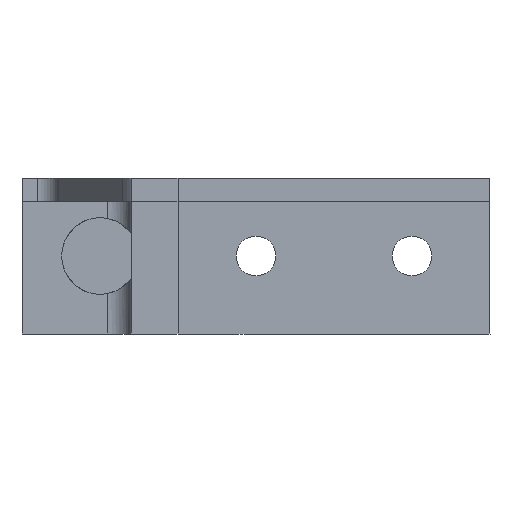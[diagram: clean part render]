
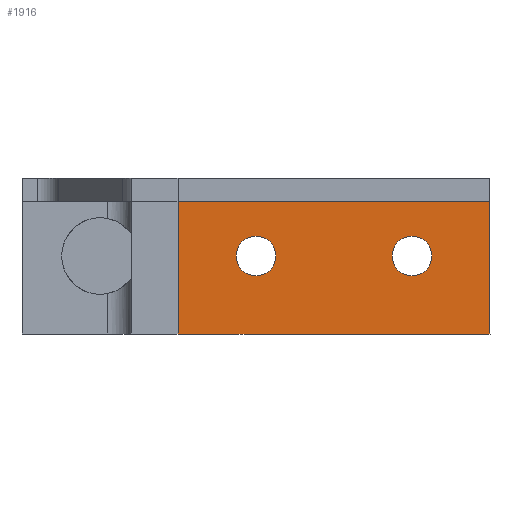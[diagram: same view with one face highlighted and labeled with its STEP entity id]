
A CAD part, front view. The second image highlights one B-rep face of the part: STEP entity #1916.
In plain terms, the highlighted planar face has unit normal (0, -1, 0).
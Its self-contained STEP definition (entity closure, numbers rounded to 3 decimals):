
#242 = PLANE('',#243);
#243 = AXIS2_PLACEMENT_3D('',#244,#245,#246);
#244 = CARTESIAN_POINT('',(0.,0.,0.));
#245 = DIRECTION('',(0.,1.,0.));
#246 = DIRECTION('',(-1.,0.,0.));
#515 = PLANE('',#516);
#516 = AXIS2_PLACEMENT_3D('',#517,#518,#519);
#517 = CARTESIAN_POINT('',(4.44,4.731,-20.));
#518 = DIRECTION('',(-0.,-0.,-1.));
#519 = DIRECTION('',(-1.,0.,0.));
#747 = VERTEX_POINT('',#748);
#748 = CARTESIAN_POINT('',(40.,0.,-3.));
#762 = PLANE('',#763);
#763 = AXIS2_PLACEMENT_3D('',#764,#765,#766);
#764 = CARTESIAN_POINT('',(40.,6.,0.));
#765 = DIRECTION('',(1.,0.,0.));
#766 = DIRECTION('',(0.,1.,0.));
#800 = VERTEX_POINT('',#801);
#801 = CARTESIAN_POINT('',(0.,0.,-3.));
#827 = EDGE_CURVE('',#800,#747,#828,.T.);
#828 = SURFACE_CURVE('',#829,(#833,#840),.PCURVE_S1.);
#829 = LINE('',#830,#831);
#830 = CARTESIAN_POINT('',(0.,0.,-3.));
#831 = VECTOR('',#832,1.);
#832 = DIRECTION('',(1.,0.,0.));
#833 = PCURVE('',#242,#834);
#834 = DEFINITIONAL_REPRESENTATION('',(#835),#839);
#835 = LINE('',#836,#837);
#836 = CARTESIAN_POINT('',(-0.,-3.));
#837 = VECTOR('',#838,1.);
#838 = DIRECTION('',(-1.,0.));
#839 = ( GEOMETRIC_REPRESENTATION_CONTEXT(2) 
PARAMETRIC_REPRESENTATION_CONTEXT() REPRESENTATION_CONTEXT('2D SPACE',''
  ) );
#840 = PCURVE('',#841,#846);
#841 = PLANE('',#842);
#842 = AXIS2_PLACEMENT_3D('',#843,#844,#845);
#843 = CARTESIAN_POINT('',(0.,0.,0.));
#844 = DIRECTION('',(0.,1.,0.));
#845 = DIRECTION('',(-1.,0.,0.));
#846 = DEFINITIONAL_REPRESENTATION('',(#847),#851);
#847 = LINE('',#848,#849);
#848 = CARTESIAN_POINT('',(0.,-3.));
#849 = VECTOR('',#850,1.);
#850 = DIRECTION('',(-1.,0.));
#851 = ( GEOMETRIC_REPRESENTATION_CONTEXT(2) 
PARAMETRIC_REPRESENTATION_CONTEXT() REPRESENTATION_CONTEXT('2D SPACE',''
  ) );
#1410 = VERTEX_POINT('',#1411);
#1411 = CARTESIAN_POINT('',(0.,0.,-20.));
#1425 = PLANE('',#1426);
#1426 = AXIS2_PLACEMENT_3D('',#1427,#1428,#1429);
#1427 = CARTESIAN_POINT('',(0.,-40.,0.));
#1428 = DIRECTION('',(-1.,-0.,-0.));
#1429 = DIRECTION('',(0.,-1.,0.));
#1437 = EDGE_CURVE('',#1410,#1438,#1440,.T.);
#1438 = VERTEX_POINT('',#1439);
#1439 = CARTESIAN_POINT('',(40.,0.,-20.));
#1440 = SURFACE_CURVE('',#1441,(#1445,#1452),.PCURVE_S1.);
#1441 = LINE('',#1442,#1443);
#1442 = CARTESIAN_POINT('',(0.,0.,-20.));
#1443 = VECTOR('',#1444,1.);
#1444 = DIRECTION('',(1.,0.,0.));
#1445 = PCURVE('',#515,#1446);
#1446 = DEFINITIONAL_REPRESENTATION('',(#1447),#1451);
#1447 = LINE('',#1448,#1449);
#1448 = CARTESIAN_POINT('',(4.44,-4.731));
#1449 = VECTOR('',#1450,1.);
#1450 = DIRECTION('',(-1.,0.));
#1451 = ( GEOMETRIC_REPRESENTATION_CONTEXT(2) 
PARAMETRIC_REPRESENTATION_CONTEXT() REPRESENTATION_CONTEXT('2D SPACE',''
  ) );
#1452 = PCURVE('',#841,#1453);
#1453 = DEFINITIONAL_REPRESENTATION('',(#1454),#1458);
#1454 = LINE('',#1455,#1456);
#1455 = CARTESIAN_POINT('',(-0.,-20.));
#1456 = VECTOR('',#1457,1.);
#1457 = DIRECTION('',(-1.,0.));
#1458 = ( GEOMETRIC_REPRESENTATION_CONTEXT(2) 
PARAMETRIC_REPRESENTATION_CONTEXT() REPRESENTATION_CONTEXT('2D SPACE',''
  ) );
#1847 = EDGE_CURVE('',#747,#1438,#1848,.T.);
#1848 = SURFACE_CURVE('',#1849,(#1853,#1860),.PCURVE_S1.);
#1849 = LINE('',#1850,#1851);
#1850 = CARTESIAN_POINT('',(40.,0.,0.));
#1851 = VECTOR('',#1852,1.);
#1852 = DIRECTION('',(-0.,-0.,-1.));
#1853 = PCURVE('',#762,#1854);
#1854 = DEFINITIONAL_REPRESENTATION('',(#1855),#1859);
#1855 = LINE('',#1856,#1857);
#1856 = CARTESIAN_POINT('',(-6.,0.));
#1857 = VECTOR('',#1858,1.);
#1858 = DIRECTION('',(-0.,-1.));
#1859 = ( GEOMETRIC_REPRESENTATION_CONTEXT(2) 
PARAMETRIC_REPRESENTATION_CONTEXT() REPRESENTATION_CONTEXT('2D SPACE',''
  ) );
#1860 = PCURVE('',#841,#1861);
#1861 = DEFINITIONAL_REPRESENTATION('',(#1862),#1866);
#1862 = LINE('',#1863,#1864);
#1863 = CARTESIAN_POINT('',(-40.,0.));
#1864 = VECTOR('',#1865,1.);
#1865 = DIRECTION('',(-0.,-1.));
#1866 = ( GEOMETRIC_REPRESENTATION_CONTEXT(2) 
PARAMETRIC_REPRESENTATION_CONTEXT() REPRESENTATION_CONTEXT('2D SPACE',''
  ) );
#1916 = ADVANCED_FACE('',(#1917,#1943,#1978),#841,.F.);
#1917 = FACE_BOUND('',#1918,.T.);
#1918 = EDGE_LOOP('',(#1919,#1920,#1941,#1942));
#1919 = ORIENTED_EDGE('',*,*,#827,.F.);
#1920 = ORIENTED_EDGE('',*,*,#1921,.T.);
#1921 = EDGE_CURVE('',#800,#1410,#1922,.T.);
#1922 = SURFACE_CURVE('',#1923,(#1927,#1934),.PCURVE_S1.);
#1923 = LINE('',#1924,#1925);
#1924 = CARTESIAN_POINT('',(0.,0.,0.));
#1925 = VECTOR('',#1926,1.);
#1926 = DIRECTION('',(-0.,-0.,-1.));
#1927 = PCURVE('',#841,#1928);
#1928 = DEFINITIONAL_REPRESENTATION('',(#1929),#1933);
#1929 = LINE('',#1930,#1931);
#1930 = CARTESIAN_POINT('',(-0.,0.));
#1931 = VECTOR('',#1932,1.);
#1932 = DIRECTION('',(-0.,-1.));
#1933 = ( GEOMETRIC_REPRESENTATION_CONTEXT(2) 
PARAMETRIC_REPRESENTATION_CONTEXT() REPRESENTATION_CONTEXT('2D SPACE',''
  ) );
#1934 = PCURVE('',#1425,#1935);
#1935 = DEFINITIONAL_REPRESENTATION('',(#1936),#1940);
#1936 = LINE('',#1937,#1938);
#1937 = CARTESIAN_POINT('',(-40.,0.));
#1938 = VECTOR('',#1939,1.);
#1939 = DIRECTION('',(-0.,-1.));
#1940 = ( GEOMETRIC_REPRESENTATION_CONTEXT(2) 
PARAMETRIC_REPRESENTATION_CONTEXT() REPRESENTATION_CONTEXT('2D SPACE',''
  ) );
#1941 = ORIENTED_EDGE('',*,*,#1437,.T.);
#1942 = ORIENTED_EDGE('',*,*,#1847,.F.);
#1943 = FACE_BOUND('',#1944,.T.);
#1944 = EDGE_LOOP('',(#1945));
#1945 = ORIENTED_EDGE('',*,*,#1946,.F.);
#1946 = EDGE_CURVE('',#1947,#1947,#1949,.T.);
#1947 = VERTEX_POINT('',#1948);
#1948 = CARTESIAN_POINT('',(10.,0.,-7.45));
#1949 = SURFACE_CURVE('',#1950,(#1955,#1966),.PCURVE_S1.);
#1950 = CIRCLE('',#1951,2.55);
#1951 = AXIS2_PLACEMENT_3D('',#1952,#1953,#1954);
#1952 = CARTESIAN_POINT('',(10.,0.,-10.));
#1953 = DIRECTION('',(-0.,-1.,0.));
#1954 = DIRECTION('',(0.,-0.,1.));
#1955 = PCURVE('',#841,#1956);
#1956 = DEFINITIONAL_REPRESENTATION('',(#1957),#1965);
#1957 = ( BOUNDED_CURVE() B_SPLINE_CURVE(2,(#1958,#1959,#1960,#1961,
#1962,#1963,#1964),.UNSPECIFIED.,.T.,.F.) B_SPLINE_CURVE_WITH_KNOTS((1,2
    ,2,2,2,1),(-2.094,0.,2.094,4.189,
6.283,8.378),.UNSPECIFIED.) CURVE() 
GEOMETRIC_REPRESENTATION_ITEM() RATIONAL_B_SPLINE_CURVE((1.,0.5,1.,0.5,
1.,0.5,1.)) REPRESENTATION_ITEM('') );
#1958 = CARTESIAN_POINT('',(-10.,-7.45));
#1959 = CARTESIAN_POINT('',(-5.583,-7.45));
#1960 = CARTESIAN_POINT('',(-7.792,-11.275));
#1961 = CARTESIAN_POINT('',(-10.,-15.1));
#1962 = CARTESIAN_POINT('',(-12.208,-11.275));
#1963 = CARTESIAN_POINT('',(-14.417,-7.45));
#1964 = CARTESIAN_POINT('',(-10.,-7.45));
#1965 = ( GEOMETRIC_REPRESENTATION_CONTEXT(2) 
PARAMETRIC_REPRESENTATION_CONTEXT() REPRESENTATION_CONTEXT('2D SPACE',''
  ) );
#1966 = PCURVE('',#1967,#1972);
#1967 = CYLINDRICAL_SURFACE('',#1968,2.55);
#1968 = AXIS2_PLACEMENT_3D('',#1969,#1970,#1971);
#1969 = CARTESIAN_POINT('',(10.,0.,-10.));
#1970 = DIRECTION('',(0.,1.,0.));
#1971 = DIRECTION('',(0.,-0.,1.));
#1972 = DEFINITIONAL_REPRESENTATION('',(#1973),#1977);
#1973 = LINE('',#1974,#1975);
#1974 = CARTESIAN_POINT('',(-0.,0.));
#1975 = VECTOR('',#1976,1.);
#1976 = DIRECTION('',(-1.,0.));
#1977 = ( GEOMETRIC_REPRESENTATION_CONTEXT(2) 
PARAMETRIC_REPRESENTATION_CONTEXT() REPRESENTATION_CONTEXT('2D SPACE',''
  ) );
#1978 = FACE_BOUND('',#1979,.T.);
#1979 = EDGE_LOOP('',(#1980));
#1980 = ORIENTED_EDGE('',*,*,#1981,.F.);
#1981 = EDGE_CURVE('',#1982,#1982,#1984,.T.);
#1982 = VERTEX_POINT('',#1983);
#1983 = CARTESIAN_POINT('',(30.,0.,-7.45));
#1984 = SURFACE_CURVE('',#1985,(#1990,#2001),.PCURVE_S1.);
#1985 = CIRCLE('',#1986,2.55);
#1986 = AXIS2_PLACEMENT_3D('',#1987,#1988,#1989);
#1987 = CARTESIAN_POINT('',(30.,0.,-10.));
#1988 = DIRECTION('',(-0.,-1.,0.));
#1989 = DIRECTION('',(0.,-0.,1.));
#1990 = PCURVE('',#841,#1991);
#1991 = DEFINITIONAL_REPRESENTATION('',(#1992),#2000);
#1992 = ( BOUNDED_CURVE() B_SPLINE_CURVE(2,(#1993,#1994,#1995,#1996,
#1997,#1998,#1999),.UNSPECIFIED.,.T.,.F.) B_SPLINE_CURVE_WITH_KNOTS((1,2
    ,2,2,2,1),(-2.094,0.,2.094,4.189,
6.283,8.378),.UNSPECIFIED.) CURVE() 
GEOMETRIC_REPRESENTATION_ITEM() RATIONAL_B_SPLINE_CURVE((1.,0.5,1.,0.5,
1.,0.5,1.)) REPRESENTATION_ITEM('') );
#1993 = CARTESIAN_POINT('',(-30.,-7.45));
#1994 = CARTESIAN_POINT('',(-25.583,-7.45));
#1995 = CARTESIAN_POINT('',(-27.792,-11.275));
#1996 = CARTESIAN_POINT('',(-30.,-15.1));
#1997 = CARTESIAN_POINT('',(-32.208,-11.275));
#1998 = CARTESIAN_POINT('',(-34.417,-7.45));
#1999 = CARTESIAN_POINT('',(-30.,-7.45));
#2000 = ( GEOMETRIC_REPRESENTATION_CONTEXT(2) 
PARAMETRIC_REPRESENTATION_CONTEXT() REPRESENTATION_CONTEXT('2D SPACE',''
  ) );
#2001 = PCURVE('',#2002,#2007);
#2002 = CYLINDRICAL_SURFACE('',#2003,2.55);
#2003 = AXIS2_PLACEMENT_3D('',#2004,#2005,#2006);
#2004 = CARTESIAN_POINT('',(30.,0.,-10.));
#2005 = DIRECTION('',(0.,1.,0.));
#2006 = DIRECTION('',(0.,-0.,1.));
#2007 = DEFINITIONAL_REPRESENTATION('',(#2008),#2012);
#2008 = LINE('',#2009,#2010);
#2009 = CARTESIAN_POINT('',(-0.,0.));
#2010 = VECTOR('',#2011,1.);
#2011 = DIRECTION('',(-1.,0.));
#2012 = ( GEOMETRIC_REPRESENTATION_CONTEXT(2) 
PARAMETRIC_REPRESENTATION_CONTEXT() REPRESENTATION_CONTEXT('2D SPACE',''
  ) );
